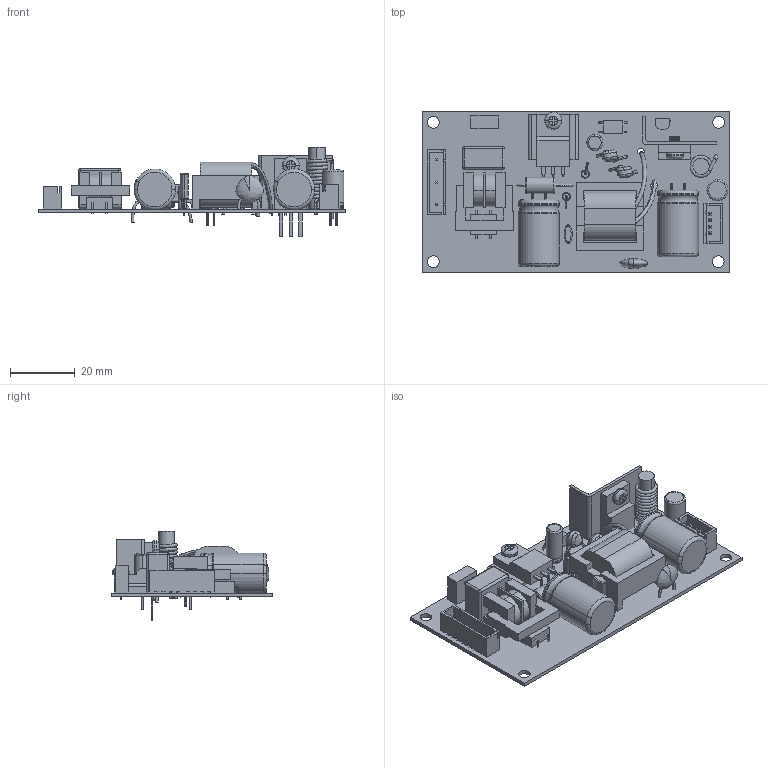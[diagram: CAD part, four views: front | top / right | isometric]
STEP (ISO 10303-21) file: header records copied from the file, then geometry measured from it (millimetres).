
FILE_DESCRIPTION((''),'2;1');
FILE_NAME('UOF318_ASM','2026-01-21T',('410022'),(''),'PRO/ENGINEER BY PARAMETRIC TECHNOLOGY CORPORATION, 2010280','PRO/ENGINEER BY PARAMETRIC TECHNOLOGY CORPORATION, 2010280','');
FILE_SCHEMA(('AUTOMOTIVE_DESIGN_CC2 { 1 2 10303 214 -1 1 5 2 }'));
Products named in the file (26): UOF318-01-110727; R237X207-1; R237X207; C1; L; QQ; C2; CX_; U_; U-6X4-1; F1; R12X5; R5X12; BD__; CN1; C6; CN2; HS1; YH12; M3_; Y; LT; UOP305-B; UT; D8X6; UOF318_ASM
Assembly tree (28 placements, depth 2):
  UOF318_ASM
    UOF318-01-110727
    R237X207-1
    R237X207
    C1
    L
    QQ
    C2  x2
    CX_
    U_
    U-6X4-1
    F1
    R12X5
    R5X12
    BD__  x2
    CN1
    C6
    CN2
    HS1
    YH12
    M3_  x2
    Y
    LT
    UOP305-B
    UT
    D8X6
Bounding box: 95 x 50 x 27.5 mm (x, y, z)
Volume: 22989.6 mm3; surface area: 24931.1 mm2
Topology: 28 solids, 35 shells, 956 faces, 2405 edges, 1552 vertices
Faces by surface type: plane 515, cylinder 230, bspline 97, torus 80, extrusion 18, revolution 8, sphere 4, cone 4
Entity records: 54416 total; most frequent: CARTESIAN_POINT 22538, ORIENTED_EDGE 4203, DIRECTION 4036, PRESENTATION_STYLE_ASSIGNMENT 2514, STYLED_ITEM 2140, EDGE_CURVE 2140, CURVE_STYLE 2052, VECTOR 1416
